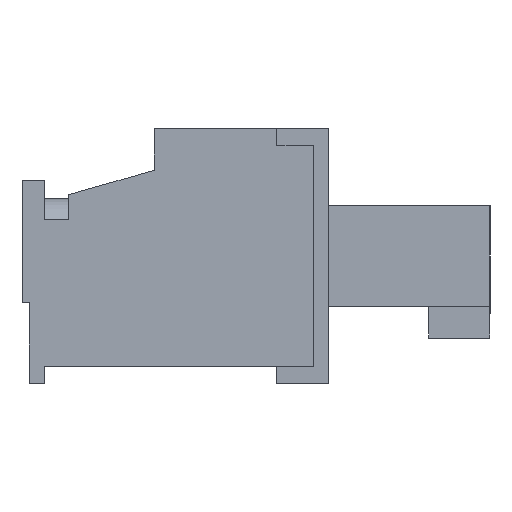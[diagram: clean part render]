
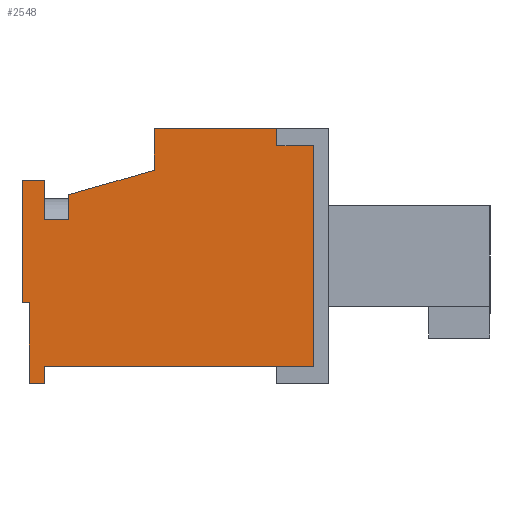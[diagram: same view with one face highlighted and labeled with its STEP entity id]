
A CAD part, left-side view. The second image highlights one B-rep face of the part: STEP entity #2548.
In plain terms, the highlighted planar face has unit normal (-1, 0, 0).
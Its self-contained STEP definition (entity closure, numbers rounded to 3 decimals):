
#197 = VECTOR ( 'NONE', #14657, 1000. ) ;
#275 = DIRECTION ( 'NONE',  ( 0., 0., 1. ) ) ;
#335 = CARTESIAN_POINT ( 'NONE',  ( -3.5, 0., 0. ) ) ;
#615 = VERTEX_POINT ( 'NONE', #17058 ) ;
#1047 = DIRECTION ( 'NONE',  ( 0., -1., 0. ) ) ;
#1262 = LINE ( 'NONE', #17847, #15527 ) ;
#1460 = LINE ( 'NONE', #15402, #8264 ) ;
#1597 = ORIENTED_EDGE ( 'NONE', *, *, #12415, .T. ) ;
#1689 = VERTEX_POINT ( 'NONE', #10219 ) ;
#1721 = DIRECTION ( 'NONE',  ( -1., 0., 0. ) ) ;
#1755 = LINE ( 'NONE', #17240, #4986 ) ;
#1838 = CARTESIAN_POINT ( 'NONE',  ( -3.5, -3.5, 1.26 ) ) ;
#1934 = EDGE_CURVE ( 'NONE', #13792, #14124, #3119, .T. ) ;
#1946 = LINE ( 'NONE', #9194, #14250 ) ;
#2422 = VERTEX_POINT ( 'NONE', #6702 ) ;
#2446 = VERTEX_POINT ( 'NONE', #12347 ) ;
#2530 = EDGE_CURVE ( 'NONE', #17752, #14124, #13711, .T. ) ;
#2548 = ADVANCED_FACE ( 'NONE', ( #10783 ), #8490, .T. ) ;
#2813 = VERTEX_POINT ( 'NONE', #13887 ) ;
#2856 = DIRECTION ( 'NONE',  ( 0., -1., 0. ) ) ;
#3084 = VECTOR ( 'NONE', #13992, 1000. ) ;
#3119 = LINE ( 'NONE', #9710, #3084 ) ;
#3334 = EDGE_CURVE ( 'NONE', #8572, #17752, #10100, .T. ) ;
#3608 = ORIENTED_EDGE ( 'NONE', *, *, #5908, .T. ) ;
#3645 = LINE ( 'NONE', #15150, #6776 ) ;
#3765 = DIRECTION ( 'NONE',  ( 0., 0., -1. ) ) ;
#4221 = VERTEX_POINT ( 'NONE', #13709 ) ;
#4986 = VECTOR ( 'NONE', #15823, 1000. ) ;
#4996 = DIRECTION ( 'NONE',  ( 0., 0., -1. ) ) ;
#5099 = CARTESIAN_POINT ( 'NONE',  ( -3.5, -3.1, 5.76 ) ) ;
#5113 = DIRECTION ( 'NONE',  ( 0., 0., 1. ) ) ;
#5426 = DIRECTION ( 'NONE',  ( 0., 0., -1. ) ) ;
#5877 = CARTESIAN_POINT ( 'NONE',  ( -3.5, 5.2, 6.36 ) ) ;
#5908 = EDGE_CURVE ( 'NONE', #2422, #15308, #1755, .T. ) ;
#6085 = EDGE_CURVE ( 'NONE', #8572, #14188, #17545, .T. ) ;
#6192 = CARTESIAN_POINT ( 'NONE',  ( -3.5, 4.5, 5.74 ) ) ;
#6386 = CARTESIAN_POINT ( 'NONE',  ( -3.5, 4.5, 6.66 ) ) ;
#6419 = ORIENTED_EDGE ( 'NONE', *, *, #7154, .F. ) ;
#6562 = VECTOR ( 'NONE', #8645, 1000. ) ;
#6702 = CARTESIAN_POINT ( 'NONE',  ( -3.5, -3.1, 6.66 ) ) ;
#6776 = VECTOR ( 'NONE', #12390, 1000. ) ;
#7154 = EDGE_CURVE ( 'NONE', #4221, #2813, #7864, .T. ) ;
#7428 = LINE ( 'NONE', #9009, #197 ) ;
#7864 = LINE ( 'NONE', #12502, #8291 ) ;
#7914 = DIRECTION ( 'NONE',  ( 0., 0., 1. ) ) ;
#8264 = VECTOR ( 'NONE', #12644, 1000. ) ;
#8288 = ORIENTED_EDGE ( 'NONE', *, *, #6085, .T. ) ;
#8291 = VECTOR ( 'NONE', #15249, 1000. ) ;
#8305 = CARTESIAN_POINT ( 'NONE',  ( -3.5, -4.5, -5.24 ) ) ;
#8372 = LINE ( 'NONE', #10652, #12085 ) ;
#8490 = PLANE ( 'NONE',  #8579 ) ;
#8572 = VERTEX_POINT ( 'NONE', #6192 ) ;
#8579 = AXIS2_PLACEMENT_3D ( 'NONE', #335, #1721, #11243 ) ;
#8593 = CARTESIAN_POINT ( 'NONE',  ( -3.5, -3.1, 5.76 ) ) ;
#8645 = DIRECTION ( 'NONE',  ( 0., 1., 0. ) ) ;
#9009 = CARTESIAN_POINT ( 'NONE',  ( -3.5, -4.5, -3.74 ) ) ;
#9158 = ORIENTED_EDGE ( 'NONE', *, *, #12146, .T. ) ;
#9194 = CARTESIAN_POINT ( 'NONE',  ( -3.5, 4.5, -5.24 ) ) ;
#9610 = VERTEX_POINT ( 'NONE', #5099 ) ;
#9710 = CARTESIAN_POINT ( 'NONE',  ( -3.5, 1.9, 6.36 ) ) ;
#10017 = ORIENTED_EDGE ( 'NONE', *, *, #11885, .F. ) ;
#10045 = VERTEX_POINT ( 'NONE', #1838 ) ;
#10100 = LINE ( 'NONE', #12863, #17187 ) ;
#10150 = ORIENTED_EDGE ( 'NONE', *, *, #12240, .F. ) ;
#10166 = LINE ( 'NONE', #8593, #6562 ) ;
#10219 = CARTESIAN_POINT ( 'NONE',  ( -3.5, -5.2, -3.74 ) ) ;
#10378 = VECTOR ( 'NONE', #2856, 1000. ) ;
#10642 = EDGE_CURVE ( 'NONE', #14188, #13054, #1946, .T. ) ;
#10652 = CARTESIAN_POINT ( 'NONE',  ( -3.5, -5.2, -5.24 ) ) ;
#10783 = FACE_OUTER_BOUND ( 'NONE', #14429, .T. ) ;
#11189 = CARTESIAN_POINT ( 'NONE',  ( -3.5, 5.2, 5.74 ) ) ;
#11243 = DIRECTION ( 'NONE',  ( 0., 0., 1. ) ) ;
#11521 = ORIENTED_EDGE ( 'NONE', *, *, #12382, .T. ) ;
#11885 = EDGE_CURVE ( 'NONE', #2446, #13054, #7428, .T. ) ;
#11905 = CARTESIAN_POINT ( 'NONE',  ( -3.5, -3.1, 5.76 ) ) ;
#12038 = EDGE_CURVE ( 'NONE', #615, #4221, #1262, .T. ) ;
#12063 = EDGE_CURVE ( 'NONE', #2813, #10045, #3645, .T. ) ;
#12085 = VECTOR ( 'NONE', #7914, 1000. ) ;
#12090 = EDGE_CURVE ( 'NONE', #10045, #16078, #17062, .T. ) ;
#12146 = EDGE_CURVE ( 'NONE', #2446, #1689, #1460, .T. ) ;
#12240 = EDGE_CURVE ( 'NONE', #9610, #615, #10166, .T. ) ;
#12281 = ORIENTED_EDGE ( 'NONE', *, *, #10642, .T. ) ;
#12347 = CARTESIAN_POINT ( 'NONE',  ( -3.5, -4.5, -3.74 ) ) ;
#12367 = ORIENTED_EDGE ( 'NONE', *, *, #1934, .T. ) ;
#12382 = EDGE_CURVE ( 'NONE', #15308, #13792, #17898, .T. ) ;
#12384 = VECTOR ( 'NONE', #275, 1000. ) ;
#12390 = DIRECTION ( 'NONE',  ( 0., -0.275, -0.962 ) ) ;
#12415 = EDGE_CURVE ( 'NONE', #9610, #2422, #13739, .T. ) ;
#12458 = CARTESIAN_POINT ( 'NONE',  ( -3.5, -3.5, 1.26 ) ) ;
#12502 = CARTESIAN_POINT ( 'NONE',  ( -3.5, -3.1, 4.76 ) ) ;
#12644 = DIRECTION ( 'NONE',  ( 0., -1., 0. ) ) ;
#12681 = ORIENTED_EDGE ( 'NONE', *, *, #2530, .F. ) ;
#12863 = CARTESIAN_POINT ( 'NONE',  ( -3.5, 0.946, 5.74 ) ) ;
#12983 = CARTESIAN_POINT ( 'NONE',  ( -3.5, 1.9, 6.66 ) ) ;
#13054 = VERTEX_POINT ( 'NONE', #8305 ) ;
#13075 = ORIENTED_EDGE ( 'NONE', *, *, #12063, .F. ) ;
#13385 = VECTOR ( 'NONE', #3765, 1000. ) ;
#13454 = CARTESIAN_POINT ( 'NONE',  ( -3.5, 5.2, 5.74 ) ) ;
#13709 = CARTESIAN_POINT ( 'NONE',  ( -3.5, -1.5, 4.76 ) ) ;
#13711 = LINE ( 'NONE', #11189, #12384 ) ;
#13739 = LINE ( 'NONE', #11905, #17047 ) ;
#13792 = VERTEX_POINT ( 'NONE', #17401 ) ;
#13887 = CARTESIAN_POINT ( 'NONE',  ( -3.5, -2.5, 4.76 ) ) ;
#13992 = DIRECTION ( 'NONE',  ( 0., 1., 0. ) ) ;
#14124 = VERTEX_POINT ( 'NONE', #5877 ) ;
#14183 = VECTOR ( 'NONE', #4996, 1000. ) ;
#14188 = VERTEX_POINT ( 'NONE', #14665 ) ;
#14250 = VECTOR ( 'NONE', #1047, 1000. ) ;
#14429 = EDGE_LOOP ( 'NONE', ( #12367, #12681, #17698, #8288, #12281, #10017, #9158, #15764, #15073, #13075, #6419, #15787, #10150, #1597, #3608, #11521 ) ) ;
#14631 = CARTESIAN_POINT ( 'NONE',  ( -3.5, 1.9, 6.661 ) ) ;
#14657 = DIRECTION ( 'NONE',  ( 0., 0., -1. ) ) ;
#14665 = CARTESIAN_POINT ( 'NONE',  ( -3.5, 4.5, -5.24 ) ) ;
#14786 = EDGE_CURVE ( 'NONE', #1689, #16078, #8372, .T. ) ;
#15073 = ORIENTED_EDGE ( 'NONE', *, *, #12090, .F. ) ;
#15150 = CARTESIAN_POINT ( 'NONE',  ( -3.5, -3.5, 1.26 ) ) ;
#15249 = DIRECTION ( 'NONE',  ( 0., -1., 0. ) ) ;
#15302 = DIRECTION ( 'NONE',  ( 0., 1., 0. ) ) ;
#15308 = VERTEX_POINT ( 'NONE', #12983 ) ;
#15402 = CARTESIAN_POINT ( 'NONE',  ( -3.5, -4.5, -3.74 ) ) ;
#15527 = VECTOR ( 'NONE', #5426, 1000. ) ;
#15764 = ORIENTED_EDGE ( 'NONE', *, *, #14786, .T. ) ;
#15787 = ORIENTED_EDGE ( 'NONE', *, *, #12038, .F. ) ;
#15823 = DIRECTION ( 'NONE',  ( 0., 1., 0. ) ) ;
#16078 = VERTEX_POINT ( 'NONE', #17794 ) ;
#17047 = VECTOR ( 'NONE', #5113, 1000. ) ;
#17058 = CARTESIAN_POINT ( 'NONE',  ( -3.5, -1.5, 5.76 ) ) ;
#17062 = LINE ( 'NONE', #12458, #10378 ) ;
#17187 = VECTOR ( 'NONE', #15302, 1000. ) ;
#17240 = CARTESIAN_POINT ( 'NONE',  ( -3.5, -5.2, 6.66 ) ) ;
#17401 = CARTESIAN_POINT ( 'NONE',  ( -3.5, 1.9, 6.36 ) ) ;
#17545 = LINE ( 'NONE', #6386, #13385 ) ;
#17698 = ORIENTED_EDGE ( 'NONE', *, *, #3334, .F. ) ;
#17752 = VERTEX_POINT ( 'NONE', #13454 ) ;
#17794 = CARTESIAN_POINT ( 'NONE',  ( -3.5, -5.2, 1.26 ) ) ;
#17847 = CARTESIAN_POINT ( 'NONE',  ( -3.5, -1.5, 5.76 ) ) ;
#17898 = LINE ( 'NONE', #14631, #14183 ) ;
